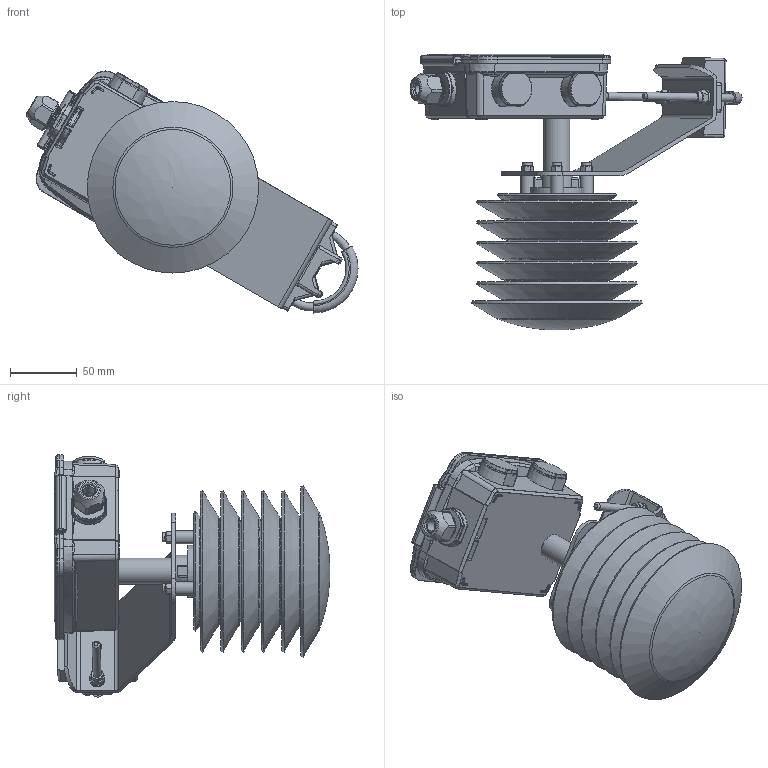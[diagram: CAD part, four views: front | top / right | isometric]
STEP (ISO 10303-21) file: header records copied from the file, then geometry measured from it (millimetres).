
FILE_DESCRIPTION(/* description */ (''),/* implementation_level */ '2;1');
FILE_NAME(/* name */ '22UTH_150X_160X.stp',/* time_stamp */ '2017-10-06T09:55:59+02:00',/* author */ (''),/* organization */ (''),/* preprocessor_version */ 'ST-DEVELOPER v11',/* originating_system */ 'SIEMENS UGS NX 6.0',/* authorisation */ '');
FILE_SCHEMA (('AUTOMOTIVE_DESIGN { 1 0 10303 214 1 1 1 1 }'));
Length unit declared in the file: millimetre
Products named in the file (1): areg400Ee50r
Bounding box: 248.75 x 206.55 x 181.42 mm (x, y, z)
Volume: 427306.5 mm3; surface area: 371324 mm2
Topology: 48 solids, 48 shells, 3695 faces, 8793 edges, 5138 vertices
Faces by surface type: bspline 1104, cylinder 945, plane 668, torus 466, cone 308, sphere 138, extrusion 66
Full cylindrical faces by diameter (mm): 4.134 x3, 4.2 x3, 4.5 x3, 4.917 x3, 5 x3, 5.5 x2, 6 x21, 6.4 x2, 6.5 x4, 6.9 x3, 8 x3, 8.5 x4, 8.9 x2, 9 x30, 10 x4, 10.5 x5, 11 x2, 14 x1, 14.9 x1, 15.2 x2, 15.5 x1, 16.5 x1, 16.95 x4, 17 x5, 17.2 x1, 18 x1, 19 x2, 19.5 x1, 21 x1, 21.8 x1
Entity records: 136534 total; most frequent: CARTESIAN_POINT 58354, ORIENTED_EDGE 16592, DIRECTION 15391, EDGE_CURVE 8296, AXIS2_PLACEMENT_3D 6614, VERTEX_POINT 4997, EDGE_LOOP 4097, ADVANCED_FACE 3683
